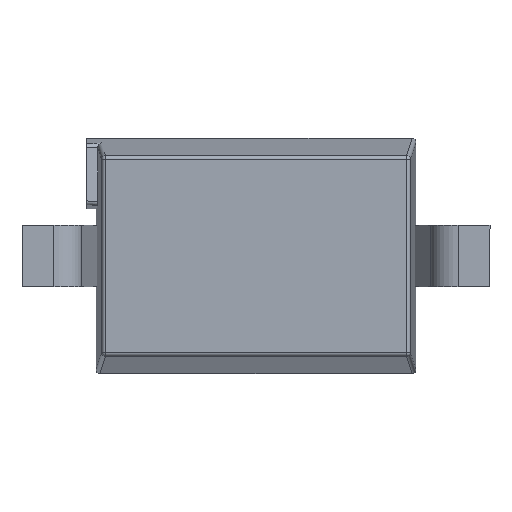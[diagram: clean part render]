
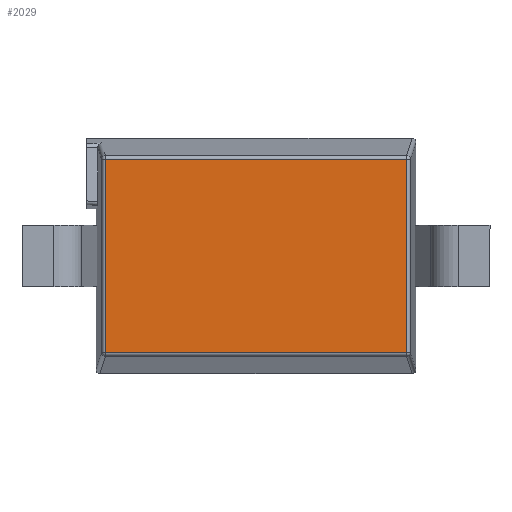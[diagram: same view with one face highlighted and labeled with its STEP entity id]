
A CAD part, front view. The second image highlights one B-rep face of the part: STEP entity #2029.
In plain terms, the highlighted face is planar.
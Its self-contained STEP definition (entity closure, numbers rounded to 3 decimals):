
#11 = CARTESIAN_POINT ( 'NONE',  ( 1.651, 0.58, -0.111 ) ) ;
#85 = VECTOR ( 'NONE', #2533, 1000. ) ;
#92 = CARTESIAN_POINT ( 'NONE',  ( 0.03, 0.58, -1.139 ) ) ;
#155 = VECTOR ( 'NONE', #2160, 1000. ) ;
#305 = EDGE_LOOP ( 'NONE', ( #1803, #2558, #3002, #1990 ) ) ;
#394 = CARTESIAN_POINT ( 'NONE',  ( 1.651, 0.58, -1.139 ) ) ;
#417 = AXIS2_PLACEMENT_3D ( 'NONE', #3039, #2062, #1360 ) ;
#608 = FACE_OUTER_BOUND ( 'NONE', #305, .T. ) ;
#676 = LINE ( 'NONE', #2635, #1254 ) ;
#791 = CARTESIAN_POINT ( 'NONE',  ( 0.049, 0.58, -1.139 ) ) ;
#867 = PLANE ( 'NONE',  #417 ) ;
#885 = EDGE_CURVE ( 'NONE', #1820, #1180, #676, .T. ) ;
#1016 = VERTEX_POINT ( 'NONE', #394 ) ;
#1106 = CARTESIAN_POINT ( 'NONE',  ( 1.651, 0.58, 0. ) ) ;
#1144 = EDGE_CURVE ( 'NONE', #1519, #1016, #2011, .T. ) ;
#1180 = VERTEX_POINT ( 'NONE', #2596 ) ;
#1254 = VECTOR ( 'NONE', #1679, 1000. ) ;
#1360 = DIRECTION ( 'NONE',  ( 0., 0., -1. ) ) ;
#1519 = VERTEX_POINT ( 'NONE', #11 ) ;
#1571 = VECTOR ( 'NONE', #1793, 1000. ) ;
#1651 = LINE ( 'NONE', #92, #1571 ) ;
#1679 = DIRECTION ( 'NONE',  ( 0., 0., 1. ) ) ;
#1793 = DIRECTION ( 'NONE',  ( -1., 0., 0. ) ) ;
#1803 = ORIENTED_EDGE ( 'NONE', *, *, #2660, .T. ) ;
#1820 = VERTEX_POINT ( 'NONE', #791 ) ;
#1921 = CARTESIAN_POINT ( 'NONE',  ( 1.67, 0.58, -0.111 ) ) ;
#1922 = EDGE_CURVE ( 'NONE', #1016, #1820, #1651, .T. ) ;
#1990 = ORIENTED_EDGE ( 'NONE', *, *, #885, .T. ) ;
#2011 = LINE ( 'NONE', #1106, #85 ) ;
#2029 = ADVANCED_FACE ( 'NONE', ( #608 ), #867, .F. ) ;
#2062 = DIRECTION ( 'NONE',  ( 0., -1., 0. ) ) ;
#2157 = LINE ( 'NONE', #1921, #155 ) ;
#2160 = DIRECTION ( 'NONE',  ( 1., 0., 0. ) ) ;
#2533 = DIRECTION ( 'NONE',  ( 0., 0., -1. ) ) ;
#2558 = ORIENTED_EDGE ( 'NONE', *, *, #1144, .T. ) ;
#2596 = CARTESIAN_POINT ( 'NONE',  ( 0.049, 0.58, -0.111 ) ) ;
#2635 = CARTESIAN_POINT ( 'NONE',  ( 0.049, 0.58, 0. ) ) ;
#2660 = EDGE_CURVE ( 'NONE', #1180, #1519, #2157, .T. ) ;
#3002 = ORIENTED_EDGE ( 'NONE', *, *, #1922, .T. ) ;
#3039 = CARTESIAN_POINT ( 'NONE',  ( 0., 0.58, 0. ) ) ;
